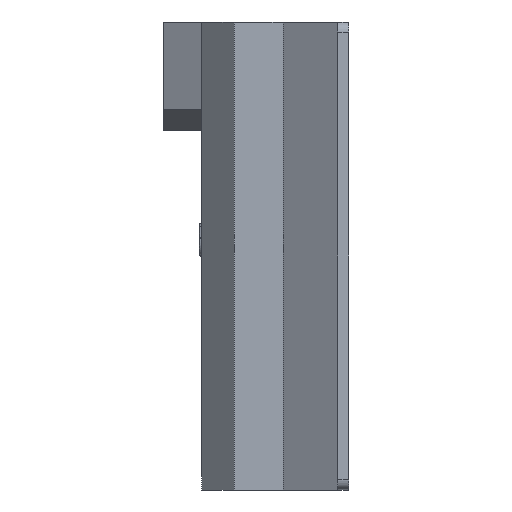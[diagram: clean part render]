
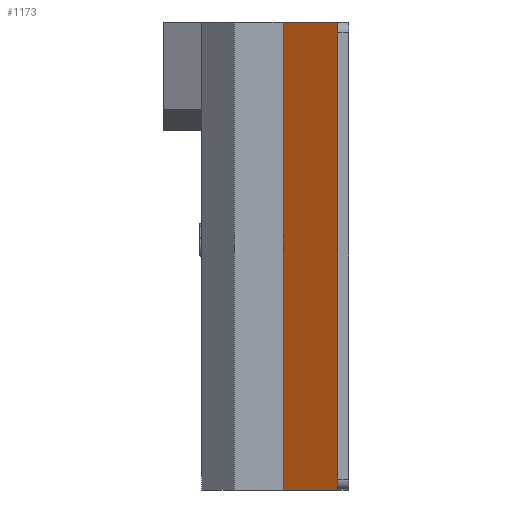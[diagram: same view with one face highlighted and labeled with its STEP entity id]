
A CAD part, left-side view. The second image highlights one B-rep face of the part: STEP entity #1173.
In plain terms, the highlighted planar face has unit normal (-0.858, 0.514, 0).
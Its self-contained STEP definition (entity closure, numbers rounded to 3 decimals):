
#155 = VECTOR ( 'NONE', #15514, 1000. ) ;
#305 = EDGE_LOOP ( 'NONE', ( #16604, #12578, #5122, #17693 ) ) ;
#439 = CARTESIAN_POINT ( 'NONE',  ( -65.5, 2., -43. ) ) ;
#1173 = ADVANCED_FACE ( 'NONE', ( #3957 ), #13253, .F. ) ;
#1505 = LINE ( 'NONE', #15627, #155 ) ;
#2473 = VERTEX_POINT ( 'NONE', #18744 ) ;
#3094 = CARTESIAN_POINT ( 'NONE',  ( -59.5, 12., -43. ) ) ;
#3299 = EDGE_CURVE ( 'NONE', #12763, #9516, #8329, .T. ) ;
#3411 = EDGE_CURVE ( 'NONE', #7024, #2473, #14308, .T. ) ;
#3674 = CARTESIAN_POINT ( 'NONE',  ( -65.5, 2., 43. ) ) ;
#3957 = FACE_OUTER_BOUND ( 'NONE', #305, .T. ) ;
#5122 = ORIENTED_EDGE ( 'NONE', *, *, #3299, .F. ) ;
#5881 = EDGE_CURVE ( 'NONE', #12763, #7024, #1505, .T. ) ;
#6145 = DIRECTION ( 'NONE',  ( -0.514, -0.857, 0. ) ) ;
#6460 = CARTESIAN_POINT ( 'NONE',  ( -59.5, 12., 43. ) ) ;
#7024 = VERTEX_POINT ( 'NONE', #3094 ) ;
#7270 = DIRECTION ( 'NONE',  ( 0., 0., -1. ) ) ;
#7431 = DIRECTION ( 'NONE',  ( 0.514, 0.857, 0. ) ) ;
#8329 = LINE ( 'NONE', #12467, #17724 ) ;
#9320 = DIRECTION ( 'NONE',  ( -0.514, -0.857, 0. ) ) ;
#9516 = VERTEX_POINT ( 'NONE', #3674 ) ;
#9650 = VECTOR ( 'NONE', #7270, 1000. ) ;
#11390 = EDGE_CURVE ( 'NONE', #9516, #2473, #12164, .T. ) ;
#12164 = LINE ( 'NONE', #13098, #9650 ) ;
#12467 = CARTESIAN_POINT ( 'NONE',  ( -65.5, 2., 43. ) ) ;
#12578 = ORIENTED_EDGE ( 'NONE', *, *, #11390, .F. ) ;
#12682 = VECTOR ( 'NONE', #9320, 1000. ) ;
#12763 = VERTEX_POINT ( 'NONE', #6460 ) ;
#13098 = CARTESIAN_POINT ( 'NONE',  ( -65.5, 2., 43. ) ) ;
#13253 = PLANE ( 'NONE',  #14739 ) ;
#14308 = LINE ( 'NONE', #439, #12682 ) ;
#14739 = AXIS2_PLACEMENT_3D ( 'NONE', #14744, #16210, #7431 ) ;
#14744 = CARTESIAN_POINT ( 'NONE',  ( -65.5, 2., 43. ) ) ;
#15514 = DIRECTION ( 'NONE',  ( 0., 0., -1. ) ) ;
#15627 = CARTESIAN_POINT ( 'NONE',  ( -59.5, 12., 43. ) ) ;
#16210 = DIRECTION ( 'NONE',  ( 0.857, -0.514, 0. ) ) ;
#16604 = ORIENTED_EDGE ( 'NONE', *, *, #3411, .T. ) ;
#17693 = ORIENTED_EDGE ( 'NONE', *, *, #5881, .T. ) ;
#17724 = VECTOR ( 'NONE', #6145, 1000. ) ;
#18744 = CARTESIAN_POINT ( 'NONE',  ( -65.5, 2., -43. ) ) ;
